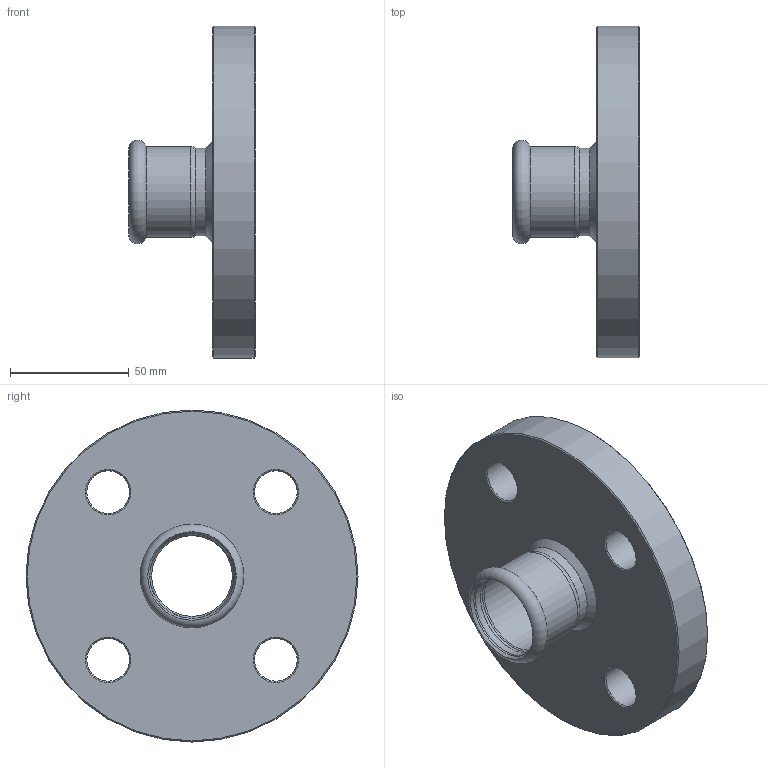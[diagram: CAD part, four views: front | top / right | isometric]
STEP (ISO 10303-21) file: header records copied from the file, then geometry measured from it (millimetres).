
FILE_DESCRIPTION(/* description */ (''),/* implementation_level */ '2;1');
FILE_NAME(/* name */ '393035000_Steelpres.stp',/* time_stamp */ '2022-10-24T08:28:58+02:00',/* author */ ('Vault'),/* organization */ ('Raccorderie metalliche s.p.a. '),/* preprocessor_version */ 'ST-DEVELOPER v18.1',/* originating_system */ 'Autodesk Inventor 2020',/* authorisation */ 'Raccorderie metalliche s.p.a. ');
FILE_SCHEMA (('AUTOMOTIVE_DESIGN { 1 0 10303 214 3 1 1 }'));
Length unit declared in the file: millimetre
Products named in the file (1): 393035000_Steelpres
Bounding box: 53.3 x 140 x 140 mm (x, y, z)
Volume: 250486.3 mm3; surface area: 49235.9 mm2
Topology: 1 solids, 2 shells, 39 faces, 110 edges, 75 vertices
Faces by surface type: cone 15, cylinder 14, torus 6, plane 4
Full cylindrical faces by diameter (mm): 18 x4, 34 x2, 35.4 x1, 35.8 x2, 37 x2, 37.2 x1, 38.4 x1, 140 x1
Entity records: 1389 total; most frequent: DIRECTION 271, CARTESIAN_POINT 225, ORIENTED_EDGE 220, AXIS2_PLACEMENT_3D 121, EDGE_CURVE 110, CIRCLE 81, VERTEX_POINT 75, EDGE_LOOP 51
